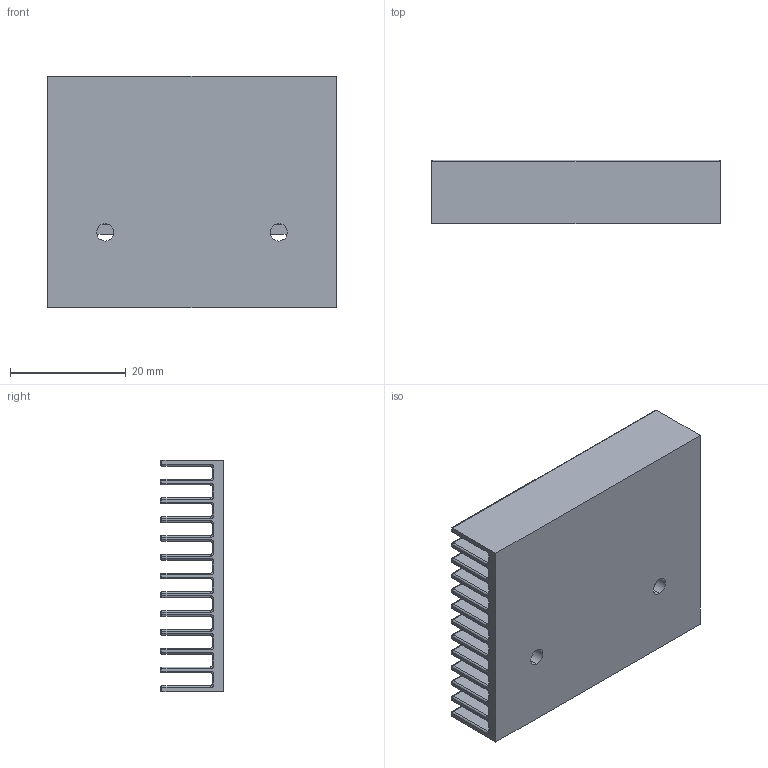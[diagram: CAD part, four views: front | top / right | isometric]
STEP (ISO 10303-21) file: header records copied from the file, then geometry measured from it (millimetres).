
FILE_DESCRIPTION (( 'STEP AP214' ), '1' );
FILE_NAME ('heatsink.STEP', '2022-04-21T14:29:03', ( '' ), ( '' ), 'SwSTEP 2.0', 'SolidWorks 2021', '' );
FILE_SCHEMA (( 'AUTOMOTIVE_DESIGN' ));
Length unit declared in the file: millimetre
Products named in the file (1): heatsink
Bounding box: 50 x 11 x 40 mm (x, y, z)
Volume: 9810.2 mm3; surface area: 15934 mm2
Topology: 1 solids, 1 shells, 304 faces, 720 edges, 364 vertices
Faces by surface type: cylinder 152, plane 56, sphere 48, torus 48
Entity records: 8262 total; most frequent: DIRECTION 1630, CARTESIAN_POINT 1353, ORIENTED_EDGE 1344, EDGE_CURVE 672, AXIS2_PLACEMENT_3D 657, VERTEX_POINT 364, CIRCLE 352, VECTOR 316
